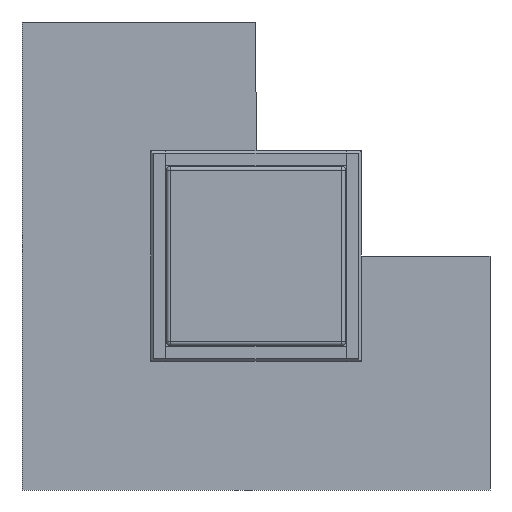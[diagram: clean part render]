
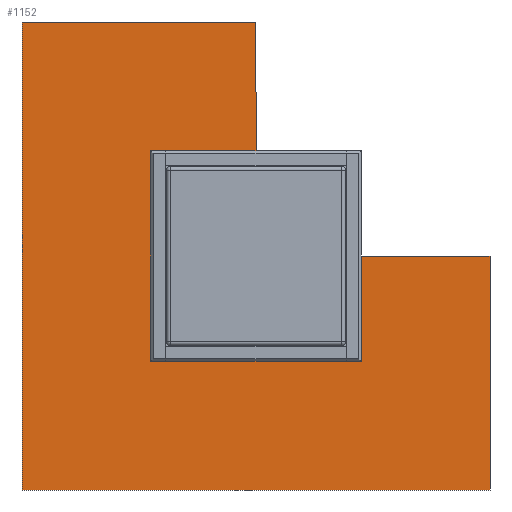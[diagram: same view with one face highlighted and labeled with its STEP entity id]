
A CAD part, front view. The second image highlights one B-rep face of the part: STEP entity #1152.
In plain terms, the highlighted planar face has unit normal (0, -1, 0).
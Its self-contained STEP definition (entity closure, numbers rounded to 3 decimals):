
#1152 = ADVANCED_FACE( '', ( #2656 ), #2657, .F. );
#2656 = FACE_OUTER_BOUND( '', #4670, .T. );
#2657 = PLANE( '', #4671 );
#4670 = EDGE_LOOP( '', ( #7579, #7580, #7581, #7582, #7583, #7584, #7585 ) );
#4671 = AXIS2_PLACEMENT_3D( '', #7586, #7587, #7588 );
#7579 = ORIENTED_EDGE( '', *, *, #13061, .T. );
#7580 = ORIENTED_EDGE( '', *, *, #13062, .T. );
#7581 = ORIENTED_EDGE( '', *, *, #12700, .T. );
#7582 = ORIENTED_EDGE( '', *, *, #13063, .T. );
#7583 = ORIENTED_EDGE( '', *, *, #13064, .T. );
#7584 = ORIENTED_EDGE( '', *, *, #12465, .T. );
#7585 = ORIENTED_EDGE( '', *, *, #12551, .T. );
#7586 = CARTESIAN_POINT( '', ( 0., 0., 0. ) );
#7587 = DIRECTION( '', ( 0., 1., 0. ) );
#7588 = DIRECTION( '', ( 0., 0., 1. ) );
#12465 = EDGE_CURVE( '', #15123, #15124, #15125, .T. );
#12551 = EDGE_CURVE( '', #15124, #15274, #15275, .T. );
#12700 = EDGE_CURVE( '', #15540, #15541, #15542, .T. );
#13061 = EDGE_CURVE( '', #15274, #16147, #16148, .T. );
#13062 = EDGE_CURVE( '', #16147, #15540, #16149, .T. );
#13063 = EDGE_CURVE( '', #15541, #16150, #16151, .T. );
#13064 = EDGE_CURVE( '', #16150, #15123, #16152, .T. );
#15123 = VERTEX_POINT( '', #18781 );
#15124 = VERTEX_POINT( '', #18782 );
#15125 = LINE( '', #18783, #18784 );
#15274 = VERTEX_POINT( '', #18997 );
#15275 = LINE( '', #18998, #18999 );
#15540 = VERTEX_POINT( '', #19400 );
#15541 = VERTEX_POINT( '', #19401 );
#15542 = LINE( '', #19402, #19403 );
#16147 = VERTEX_POINT( '', #20279 );
#16148 = CIRCLE( '', #20280, 8. );
#16149 = LINE( '', #20281, #20282 );
#16150 = VERTEX_POINT( '', #20283 );
#16151 = LINE( '', #20284, #20285 );
#16152 = LINE( '', #20286, #20287 );
#18781 = CARTESIAN_POINT( '', ( 20., 0., -20. ) );
#18782 = CARTESIAN_POINT( '', ( 20., 0., 0. ) );
#18783 = CARTESIAN_POINT( '', ( 20., 0., -20. ) );
#18784 = VECTOR( '', #23669, 1000. );
#18997 = CARTESIAN_POINT( '', ( 8., 0., 0. ) );
#18998 = CARTESIAN_POINT( '', ( 20., 0., 0. ) );
#18999 = VECTOR( '', #23752, 1000. );
#19400 = CARTESIAN_POINT( '', ( 0., 0., 20. ) );
#19401 = CARTESIAN_POINT( '', ( -20., 0., 20. ) );
#19402 = CARTESIAN_POINT( '', ( 0., 0., 20. ) );
#19403 = VECTOR( '', #23905, 1000. );
#20279 = CARTESIAN_POINT( '', ( 0., 0., 8. ) );
#20280 = AXIS2_PLACEMENT_3D( '', #24293, #24294, #24295 );
#20281 = CARTESIAN_POINT( '', ( 0., 0., 8. ) );
#20282 = VECTOR( '', #24296, 1000. );
#20283 = CARTESIAN_POINT( '', ( -20., 0., -20. ) );
#20284 = CARTESIAN_POINT( '', ( -20., 0., 20. ) );
#20285 = VECTOR( '', #24297, 1000. );
#20286 = CARTESIAN_POINT( '', ( -20., 0., -20. ) );
#20287 = VECTOR( '', #24298, 1000. );
#23669 = DIRECTION( '', ( 0., 0., 1. ) );
#23752 = DIRECTION( '', ( -1., 0., 0. ) );
#23905 = DIRECTION( '', ( -1., 0., 0. ) );
#24293 = CARTESIAN_POINT( '', ( 0., 0., 0. ) );
#24294 = DIRECTION( '', ( 0., 1., 0. ) );
#24295 = DIRECTION( '', ( 1., 0., 0. ) );
#24296 = DIRECTION( '', ( 0., 0., 1. ) );
#24297 = DIRECTION( '', ( 0., 0., -1. ) );
#24298 = DIRECTION( '', ( 1., 0., 0. ) );
